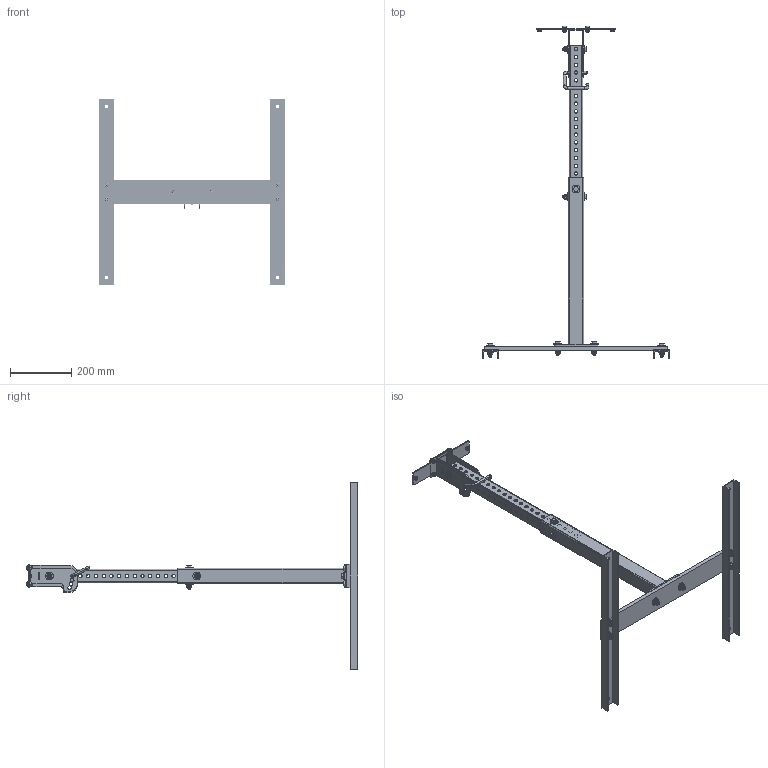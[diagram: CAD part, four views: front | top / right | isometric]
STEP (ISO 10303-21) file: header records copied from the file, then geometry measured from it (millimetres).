
FILE_DESCRIPTION((''),'2;1');
FILE_NAME('193928_ASM','2016-03-07T',('pdmadmin'),(''),'PRO/ENGINEER BY PARAMETRIC TECHNOLOGY CORPORATION, 2013230','PRO/ENGINEER BY PARAMETRIC TECHNOLOGY CORPORATION, 2013230','');
FILE_SCHEMA(('CONFIG_CONTROL_DESIGN'));
Products named in the file (26): 131358; 133571; 131429_PART_1; 131429_PART_2; 131429_ASM; 109080; 132041; 130459; 130464; 131428; 132040; 131357_PART_1; PEM_S-0518-1; 131357_PART_1_ASM; 131357_PART_2; 131357_ASM; 127380; 131332; 133586; 77862---STBA-RB1-S2_ASM; 142293_PART_1; PEM_S-M8-1; 142293_PART_1_ASM; 142293_PART_2_AF0; 142293_ASM; 193928_ASM
Assembly tree (77 placements, depth 5):
  193928_ASM
    77862---STBA-RB1-S2_ASM
      131358
      133571  x2
      131429_ASM
        131429_PART_1
        131429_PART_2
      109080  x18
      132041  x6
      130459  x9
      130464  x9
      131428
      132040  x3
      131357_ASM
        131357_PART_1_ASM
          131357_PART_1
          PEM_S-0518-1  x4
        131357_PART_2
      127380  x4
      131332  x4
      133586
    142293_ASM
      142293_PART_1_ASM
        142293_PART_1
        PEM_S-M8-1  x3
      142293_PART_2_AF0
Bounding box: 610.8 x 1085.69 x 610 mm (x, y, z)
Volume: 1766476.8 mm3; surface area: 970292.8 mm2
Topology: 71 solids, 78 shells, 2301 faces, 6003 edges, 3886 vertices
Faces by surface type: plane 981, cylinder 875, bspline 197, torus 168, cone 80
Entity records: 51840 total; most frequent: CARTESIAN_POINT 18552, ORIENTED_EDGE 6802, DIRECTION 6681, EDGE_CURVE 3405, VECTOR 2371, LINE 2371, VERTEX_POINT 2236, AXIS2_PLACEMENT_3D 2155
